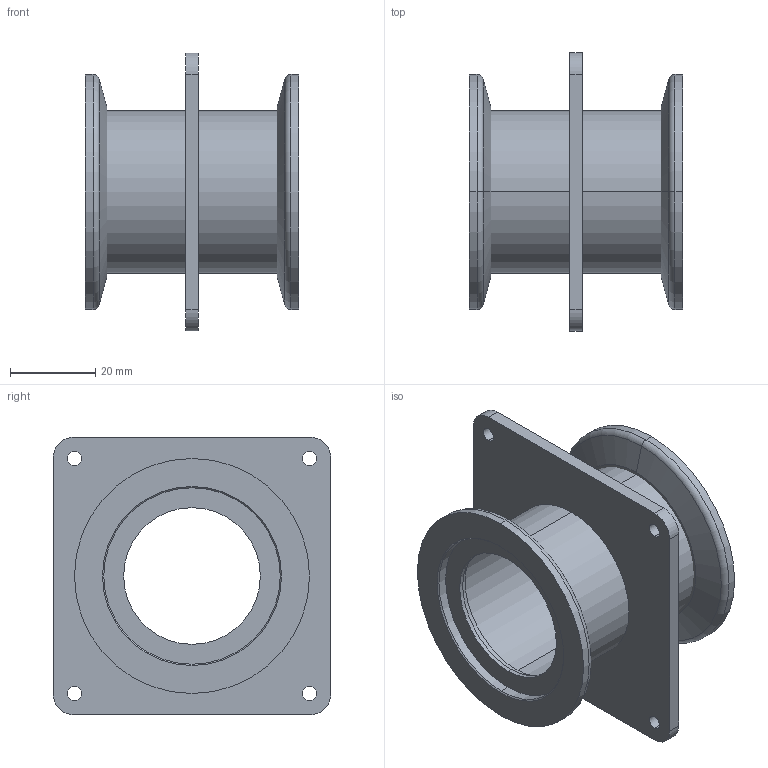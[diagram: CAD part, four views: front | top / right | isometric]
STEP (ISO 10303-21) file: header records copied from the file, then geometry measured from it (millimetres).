
FILE_DESCRIPTION (( 'STEP AP214' ), '1' );
FILE_NAME ('Hositrad_KF40-BH.STEP', '2016-04-01T08:39:06', ( '' ), ( '' ), 'SwSTEP 2.0', 'SolidWorks 2016', '' );
FILE_SCHEMA (( 'AUTOMOTIVE_DESIGN' ));
Length unit declared in the file: millimetre
Products named in the file (4): Bulkhead-plate_Plate 40; Hositrad_KF40-BH; KF40-38WS_KF40-33,6; Tube-KF40-All_D38-L43
Assembly tree (4 placements, depth 2):
  Hositrad_KF40-BH
    Bulkhead-plate_Plate 40
    Tube-KF40-All_D38-L43
    KF40-38WS_KF40-33,6  x2
Bounding box: 50 x 65 x 65 mm (x, y, z)
Volume: 27616 mm3; surface area: 25945.7 mm2
Topology: 4 solids, 4 shells, 62 faces, 138 edges, 88 vertices
Faces by surface type: cylinder 34, plane 16, cone 8, torus 4
Entity records: 1468 total; most frequent: DIRECTION 264, CARTESIAN_POINT 219, ORIENTED_EDGE 204, AXIS2_PLACEMENT_3D 111, EDGE_CURVE 102, VERTEX_POINT 66, EDGE_LOOP 60, CIRCLE 60
